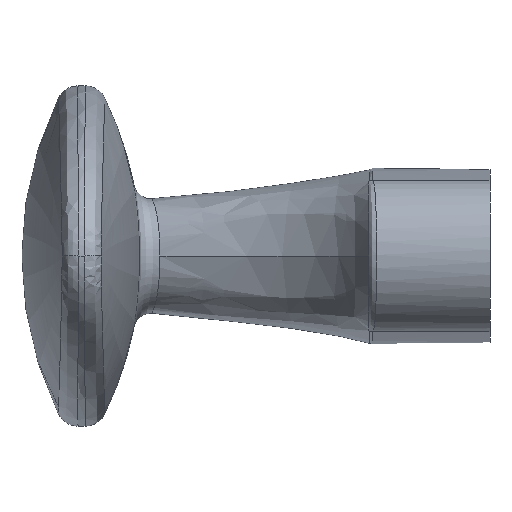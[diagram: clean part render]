
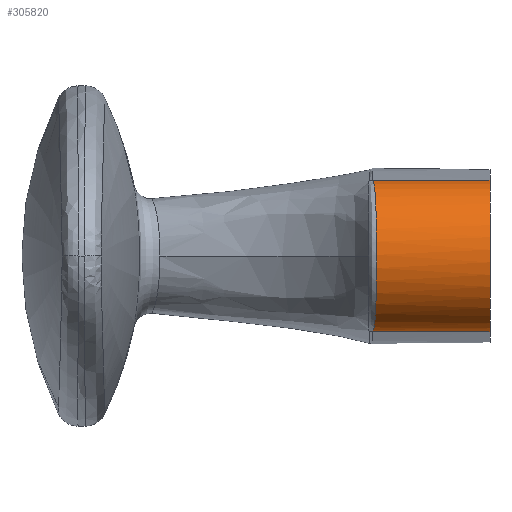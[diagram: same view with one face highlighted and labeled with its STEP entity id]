
A CAD part, left-side view. The second image highlights one B-rep face of the part: STEP entity #305820.
In plain terms, the highlighted cylindrical face has radius 4.5 mm (diameter 9 mm), a partial arc.
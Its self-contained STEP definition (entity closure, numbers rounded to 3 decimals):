
#5700=CARTESIAN_POINT('',(-8.736,-17.12,
4.439));
#5710=VERTEX_POINT('',#5700);
#5740=CARTESIAN_POINT('',(-8.736,-17.12,
4.439));
#5750=CARTESIAN_POINT('',(-8.998,-17.14,
4.396));
#5760=CARTESIAN_POINT('',(-9.256,-17.162,
4.329));
#5770=CARTESIAN_POINT('',(-9.753,-17.198,
4.153));
#5780=CARTESIAN_POINT('',(-9.992,-17.213,
4.044));
#5790=CARTESIAN_POINT('',(-10.449,-17.242,
3.785));
#5800=CARTESIAN_POINT('',(-10.669,-17.254,
3.633));
#5810=CARTESIAN_POINT('',(-11.075,-17.277,
3.296));
#5820=CARTESIAN_POINT('',(-11.262,-17.286,
3.111));
#5830=CARTESIAN_POINT('',(-11.602,-17.302,
2.71));
#5840=CARTESIAN_POINT('',(-11.757,-17.309,
2.491));
#5850=CARTESIAN_POINT('',(-12.022,-17.32,
2.035));
#5860=CARTESIAN_POINT('',(-12.134,-17.324,
1.797));
#5870=CARTESIAN_POINT('',(-12.315,-17.331,
1.302));
#5880=CARTESIAN_POINT('',(-12.385,-17.334,
1.043));
#5890=CARTESIAN_POINT('',(-12.477,-17.338,
0.525));
#5900=CARTESIAN_POINT('',(-12.5,-17.338,
0.263));
#5910=CARTESIAN_POINT('',(-12.5,-17.338,
-0.265));
#5920=CARTESIAN_POINT('',(-12.476,-17.337,
-0.532));
#5930=CARTESIAN_POINT('',(-12.384,-17.334,
-1.05));
#5940=CARTESIAN_POINT('',(-12.315,-17.331,
-1.303));
#5950=CARTESIAN_POINT('',(-12.133,-17.324,
-1.8));
#5960=CARTESIAN_POINT('',(-12.019,-17.32,
-2.041));
#5970=CARTESIAN_POINT('',(-11.754,-17.309,
-2.495));
#5980=CARTESIAN_POINT('',(-11.602,-17.302,
-2.71));
#5990=CARTESIAN_POINT('',(-11.26,-17.286,
-3.114));
#6000=CARTESIAN_POINT('',(-11.07,-17.276,
-3.301));
#6010=CARTESIAN_POINT('',(-10.665,-17.254,
-3.635));
#6020=CARTESIAN_POINT('',(-10.449,-17.242,
-3.785));
#6030=CARTESIAN_POINT('',(-9.988,-17.213,
-4.046));
#6040=CARTESIAN_POINT('',(-9.746,-17.198,
-4.156));
#6050=CARTESIAN_POINT('',(-9.252,-17.161,
-4.33));
#6060=CARTESIAN_POINT('',(-8.998,-17.14,
-4.396));
#6070=CARTESIAN_POINT('',(-8.736,-17.12,
-4.439));
#6080=B_SPLINE_CURVE_WITH_KNOTS('',3,(#5740,#5750,#5760,#5770,#5780,
#5790,#5800,#5810,#5820,#5830,#5840,#5850,#5860,#5870,#5880,#5890,#5900,
#5910,#5920,#5930,#5940,#5950,#5960,#5970,#5980,#5990,#6000,#6010,#6020,
#6030,#6040,#6050,#6060,#6070),.UNSPECIFIED.,.F.,.F.,(4,2,2,2,2,2,2,2,2,
2,2,2,2,2,2,2,4),(0.,0.001,0.002,
0.002,0.003,0.004,
0.005,0.006,0.006,
0.007,0.008,0.009,
0.01,0.01,0.011,
0.012,0.013),.UNSPECIFIED.);
#6090=CARTESIAN_POINT('',(-8.736,-17.12,
-4.439));
#6100=VERTEX_POINT('',#6090);
#6110=EDGE_CURVE('',#5710,#6100,#6080,.T.);
#17850=CARTESIAN_POINT('',(-8.736,-17.,-4.439));
#17860=DIRECTION('',(0.,-1.,0.));
#17870=VECTOR('',#17860,1000.);
#17880=LINE('',#17850,#17870);
#17890=CARTESIAN_POINT('',(-8.736,-24.,-4.439));
#17900=VERTEX_POINT('',#17890);
#17910=EDGE_CURVE('',#6100,#17900,#17880,.T.);
#301910=CARTESIAN_POINT('',(-8.736,-24.,4.439));
#301920=VERTEX_POINT('',#301910);
#301950=CARTESIAN_POINT('',(-8.736,-17.,4.439));
#301960=DIRECTION('',(0.,-1.,0.));
#301970=VECTOR('',#301960,1000.);
#301980=LINE('',#301950,#301970);
#301990=EDGE_CURVE('',#5710,#301920,#301980,.T.);
#305650=CARTESIAN_POINT('',(-8.,-17.,0.));
#305660=DIRECTION('',(0.,-1.,0.));
#305670=DIRECTION('',(0.,0.,-1.));
#305680=AXIS2_PLACEMENT_3D('',#305650,#305660,#305670);
#305690=CYLINDRICAL_SURFACE('',#305680,4.5);
#305700=CARTESIAN_POINT('',(-8.,-24.,0.));
#305710=DIRECTION('',(0.,-1.,0.));
#305720=DIRECTION('',(0.,0.,1.));
#305730=AXIS2_PLACEMENT_3D('',#305700,#305710,#305720);
#305740=CIRCLE('',#305730,4.5);
#305750=EDGE_CURVE('',#301920,#17900,#305740,.T.);
#305760=ORIENTED_EDGE('',*,*,#305750,.F.);
#305770=ORIENTED_EDGE('',*,*,#17910,.T.);
#305780=ORIENTED_EDGE('',*,*,#6110,.T.);
#305790=ORIENTED_EDGE('',*,*,#301990,.F.);
#305800=EDGE_LOOP('',(#305790,#305780,#305770,#305760));
#305810=FACE_OUTER_BOUND('',#305800,.T.);
#305820=ADVANCED_FACE('',(#305810),#305690,.T.);
